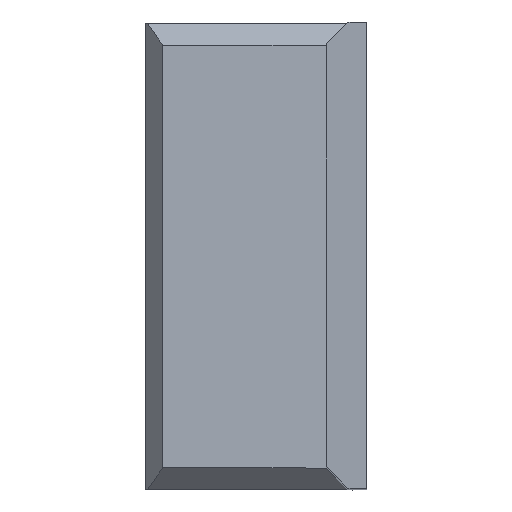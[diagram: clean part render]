
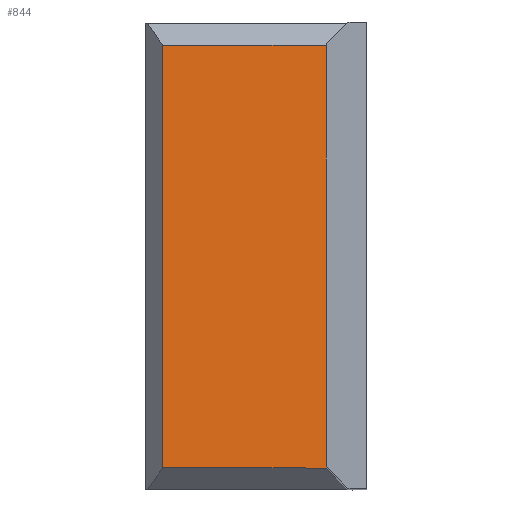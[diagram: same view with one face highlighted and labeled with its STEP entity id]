
A CAD part, top view. The second image highlights one B-rep face of the part: STEP entity #844.
In plain terms, the highlighted planar face has unit normal (0.707, 0, 0.707).
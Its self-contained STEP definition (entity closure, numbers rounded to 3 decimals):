
#34=PLANE('',#913);
#83=FACE_OUTER_BOUND('',#132,.T.);
#132=EDGE_LOOP('',(#707,#708,#709,#710));
#247=LINE('',#2028,#294);
#255=LINE('',#3543,#302);
#256=LINE('',#3546,#303);
#257=LINE('',#3547,#304);
#294=VECTOR('',#1020,10.);
#302=VECTOR('',#1038,10.);
#303=VECTOR('',#1041,10.);
#304=VECTOR('',#1042,10.);
#388=VERTEX_POINT('',#2024);
#390=VERTEX_POINT('',#2027);
#395=VERTEX_POINT('',#3541);
#396=VERTEX_POINT('',#3545);
#481=EDGE_CURVE('',#388,#390,#247,.T.);
#513=EDGE_CURVE('',#395,#388,#255,.T.);
#514=EDGE_CURVE('',#395,#396,#256,.T.);
#515=EDGE_CURVE('',#390,#396,#257,.T.);
#707=ORIENTED_EDGE('',*,*,#513,.F.);
#708=ORIENTED_EDGE('',*,*,#514,.T.);
#709=ORIENTED_EDGE('',*,*,#515,.F.);
#710=ORIENTED_EDGE('',*,*,#481,.F.);
#844=ADVANCED_FACE('',(#83),#34,.T.);
#913=AXIS2_PLACEMENT_3D('',#3544,#1039,#1040);
#1020=DIRECTION('',(0.,-1.,0.));
#1038=DIRECTION('',(0.707,0.,-0.707));
#1039=DIRECTION('center_axis',(0.707,0.,0.707));
#1040=DIRECTION('ref_axis',(0.707,0.,-0.707));
#1041=DIRECTION('',(0.,-1.,0.));
#1042=DIRECTION('',(-0.707,0.,0.707));
#2024=CARTESIAN_POINT('',(160.28,14.5,25.155));
#2027=CARTESIAN_POINT('',(160.28,-14.5,25.155));
#2028=CARTESIAN_POINT('',(160.28,0.,25.155));
#3541=CARTESIAN_POINT('',(149.078,14.5,36.358));
#3543=CARTESIAN_POINT('',(145.941,14.5,39.495));
#3544=CARTESIAN_POINT('Origin',(149.078,0.,36.358));
#3545=CARTESIAN_POINT('',(149.078,-14.5,36.358));
#3546=CARTESIAN_POINT('',(149.078,0.,36.358));
#3547=CARTESIAN_POINT('',(145.941,-14.5,39.495));
